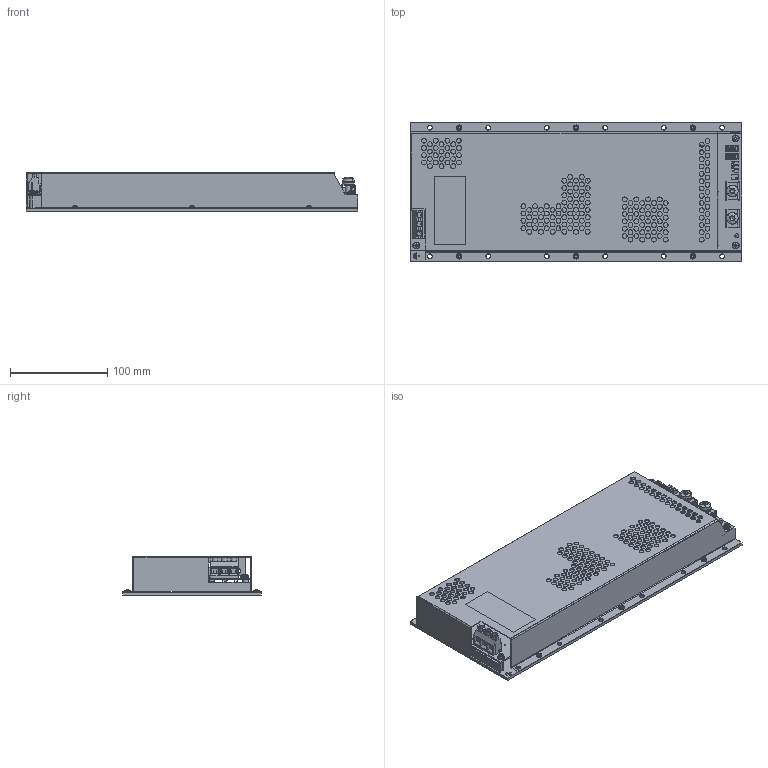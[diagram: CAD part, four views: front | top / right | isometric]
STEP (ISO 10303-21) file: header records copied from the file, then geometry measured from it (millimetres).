
FILE_DESCRIPTION (( 'STEP AP214' ), '1' );
FILE_NAME ('OFD1200.STEP', '2023-09-06T11:56:21', ( '' ), ( '' ), 'SwSTEP 2.0', 'SolidWorks 2023', '' );
FILE_SCHEMA (( 'AUTOMOTIVE_DESIGN' ));
Length unit declared in the file: millimetre
Products named in the file (1): OFD1200
Bounding box: 340 x 142 x 40.02 mm (x, y, z)
Surface area: 321573.2 mm2 (no closed solid volume)
Topology: 0 solids, 150 shells, 1416 faces, 5777 edges, 4376 vertices
Faces by surface type: cylinder 753, plane 515, cone 98, sphere 39, bspline 11
Entity records: 64009 total; most frequent: CARTESIAN_POINT 14041, DIRECTION 10830, ORIENTED_EDGE 8823, EDGE_CURVE 5763, VERTEX_POINT 4374, AXIS2_PLACEMENT_3D 3997, VECTOR 2836, LINE 2836
